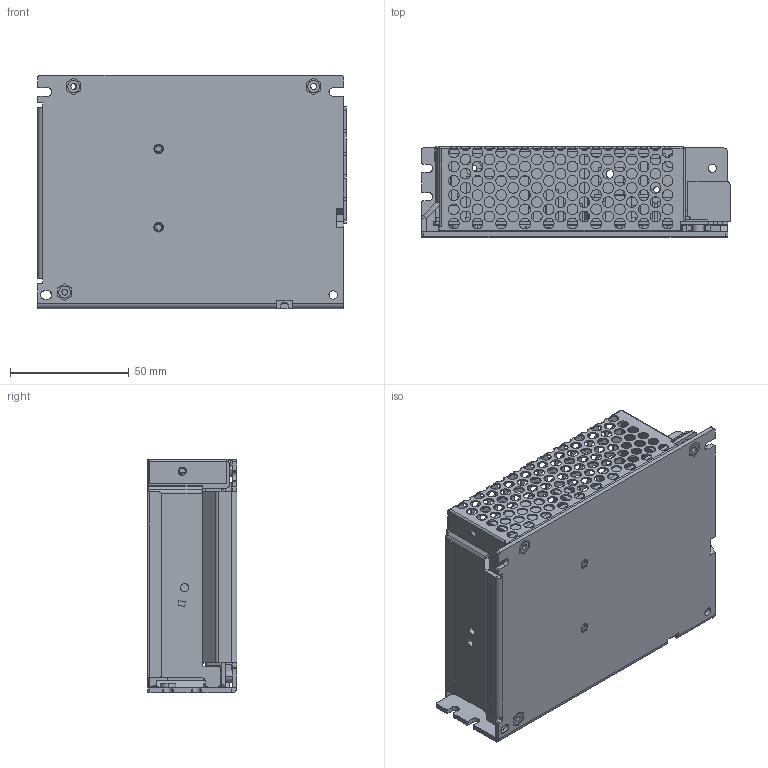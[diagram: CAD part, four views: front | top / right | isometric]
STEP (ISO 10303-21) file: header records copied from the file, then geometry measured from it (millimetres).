
FILE_DESCRIPTION((''),'2;1');
FILE_NAME('TXM_075_ASM-3D_ASM','2020-12-07T',('xueshaodan'),(''),'PRO/ENGINEER BY PARAMETRIC TECHNOLOGY CORPORATION, 2010480','PRO/ENGINEER BY PARAMETRIC TECHNOLOGY CORPORATION, 2010480','');
FILE_SCHEMA(('AUTOMOTIVE_DESIGN_CC2 { 1 2 10303 214 -1 1 5 2 }'));
Products named in the file (126): MSBR-124; MSBR-123; MSBR-122; MSBR-121; MSBR-120; MSBR-119; MSBR-118; MSBR-117; MSBR-116; MSBR-115; MSBR-114; MSBR-113; MSBR-112; MSBR-111; MSBR-110; MSBR-109; MSBR-108; MSBR-107; MSBR-106; MSBR-105; MSBR-104; MSBR-103; MSBR-102; MSBR-101; MSBR-100; MSBR-99; MSBR-98; MSBR-97; MSBR-96; MSBR-95; MSBR-94; MSBR-93; MSBR-92; MSBR-91; MSBR-90; MSBR-89; MSBR-88; MSBR-87; MSBR-86; MSBR-85 ...
Assembly tree (125 placements, depth 3):
  TXM_075_ASM-3D_ASM
    TXM_075_ASM-3D_ASM_ASM
      MSBR-124
      MSBR-123
      MSBR-122
      MSBR-121
      MSBR-120
      MSBR-119
      MSBR-118
      MSBR-117
      MSBR-116
      MSBR-115
      MSBR-114
      MSBR-113
      MSBR-112
      MSBR-111
      MSBR-110
      MSBR-109
      MSBR-108
      MSBR-107
      MSBR-106
      MSBR-105
      MSBR-104
      MSBR-103
      MSBR-102
      MSBR-101
      MSBR-100
      MSBR-99
      MSBR-98
      MSBR-97
      MSBR-96
      MSBR-95
      MSBR-94
      MSBR-93
      MSBR-92
      MSBR-91
      MSBR-90
      MSBR-89
      MSBR-88
      MSBR-87
      MSBR-86
      MSBR-85
      MSBR-84
      MSBR-83
      MSBR-82
      MSBR-81
      MSBR-80
      MSBR-79
      MSBR-78
      MSBR-77
      MSBR-76
      MSBR-75
      MSBR-74
      MSBR-73
      MSBR-72
      MSBR-71
      MSBR-70
      MSBR-69
      MSBR-68
      MSBR-67
Bounding box: 130.13 x 37.8 x 98.3 mm (x, y, z)
Volume: 173420.7 mm3; surface area: 136084.9 mm2
Topology: 124 solids, 124 shells, 2546 faces, 6586 edges, 4274 vertices
Faces by surface type: plane 1400, cylinder 1062, bspline 38, cone 32, torus 14
Entity records: 97416 total; most frequent: CARTESIAN_POINT 15674, DIRECTION 14434, ORIENTED_EDGE 13172, EDGE_CURVE 6586, AXIS2_PLACEMENT_3D 5064, VECTOR 4306, LINE 4306, VERTEX_POINT 4274
